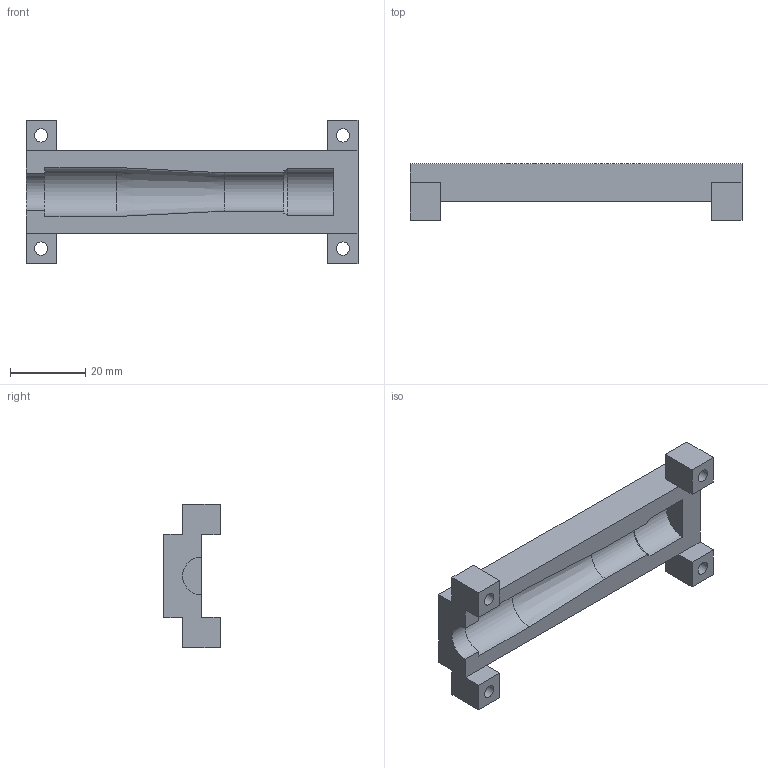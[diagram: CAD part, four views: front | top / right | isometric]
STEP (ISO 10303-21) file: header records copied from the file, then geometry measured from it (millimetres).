
FILE_DESCRIPTION(/* description */ (''),/* implementation_level */ '2;1');
FILE_NAME(/* name */ 'stick_antenna__case_cap.stp',/* time_stamp */ '2023-10-30T17:49:17+08:00',/* author */ ('310611102'),/* organization */ (''),/* preprocessor_version */ 'ST-DEVELOPER v19',/* originating_system */ 'Autodesk Inventor 2023',/* authorisation */ '');
FILE_SCHEMA (('AUTOMOTIVE_DESIGN { 1 0 10303 214 3 1 1 }'));
Length unit declared in the file: millimetre
Products named in the file (1): stick_antenna__case_cap
Bounding box: 88 x 15 x 38 mm (x, y, z)
Volume: 17152.1 mm3; surface area: 8506.2 mm2
Topology: 1 solids, 1 shells, 39 faces, 107 edges, 70 vertices
Faces by surface type: plane 29, cylinder 8, cone 2
Full cylindrical faces by diameter (mm): 3.5 x4
Entity records: 1285 total; most frequent: CARTESIAN_POINT 217, ORIENTED_EDGE 214, DIRECTION 204, EDGE_CURVE 107, LINE 90, VECTOR 90, VERTEX_POINT 70, AXIS2_PLACEMENT_3D 57
